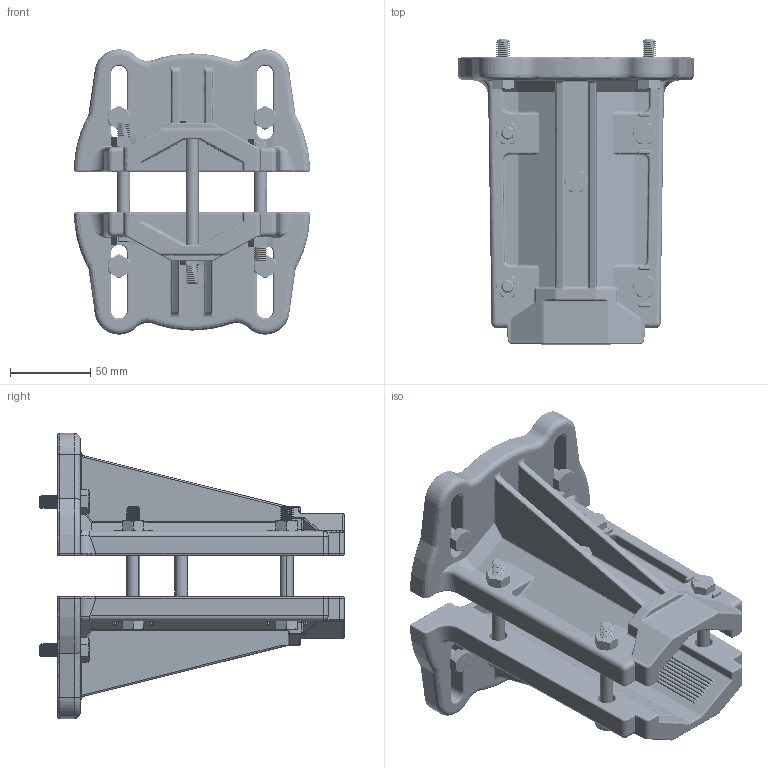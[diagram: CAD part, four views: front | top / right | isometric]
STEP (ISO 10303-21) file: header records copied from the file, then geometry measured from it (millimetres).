
FILE_DESCRIPTION(('FreeCAD Model'),'2;1');
FILE_NAME('Open CASCADE Shape Model','2025-04-26T17:08:30',('FreeCAD'),( 'FreeCAD'),'Open CASCADE STEP processor 7.6','FreeCAD','Unknown');
FILE_SCHEMA(('AUTOMOTIVE_DESIGN { 1 0 10303 214 1 1 1 1 }'));
Products named in the file (1): Open CASCADE STEP translator 7.6 1
Bounding box: 147.29 x 189.91 x 177.76 mm (x, y, z)
Volume: 613728.5 mm3; surface area: 197164.5 mm2
Topology: 16 solids, 16 shells, 3393 faces, 8729 edges, 5438 vertices
Faces by surface type: bspline 3393
Entity records: 169301 total; most frequent: CARTESIAN_POINT 119843, ORIENTED_EDGE 17270, EDGE_CURVE 8635, B_SPLINE_CURVE_WITH_KNOTS 5835, VERTEX_POINT 5438, FACE_BOUND 3595, EDGE_LOOP 3595, ADVANCED_FACE 3393
